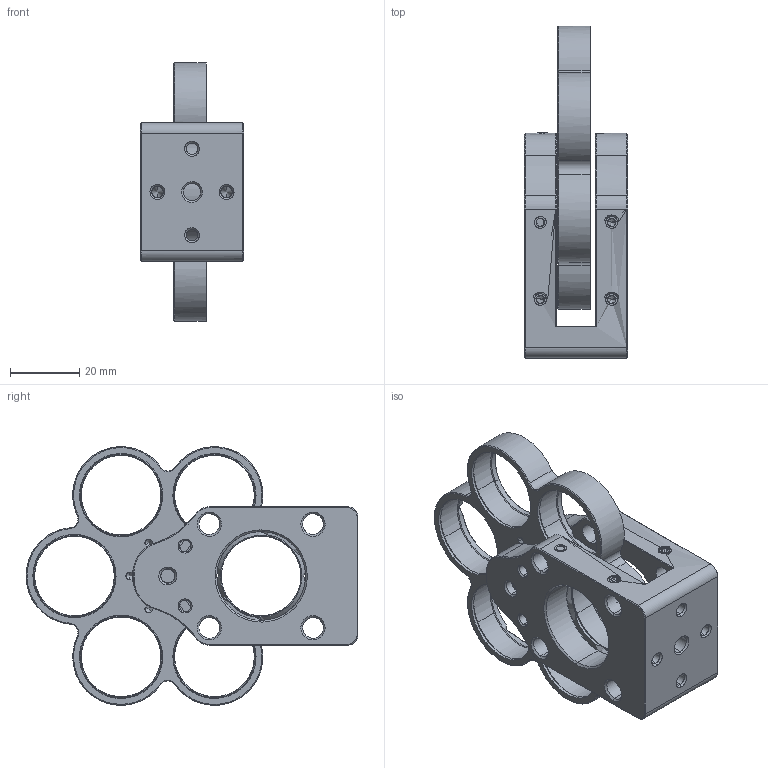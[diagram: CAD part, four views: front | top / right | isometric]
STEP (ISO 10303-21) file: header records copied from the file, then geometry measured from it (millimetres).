
FILE_DESCRIPTION (( 'STEP AP203' ), '1' );
FILE_NAME ('2.4.4.21_LZA-LP30_30mmÁýÊ½ÏµÍ³ÂË¹âÆ¬°²×°×ù£¬ÓÃÓÚÁù¸ö?1Ó¢´', '2021-10-28T07:08:53', ( '' ), ( '' ), 'SwSTEP 2.0', 'SolidWorks 2020', '' );
FILE_SCHEMA (( 'CONFIG_CONTROL_DESIGN' ));
Length unit declared in the file: millimetre
Products named in the file (1): 2.4.4.21_LZA-LP30_30mm笼式系统滤光片安装座，用于六个?1英寸滤光片，M6和M4螺孔
Bounding box: 30 x 96 x 74.76 mm (x, y, z)
Surface area: 26785.2 mm2 (no closed solid volume)
Topology: 0 solids, 25 shells, 496 faces, 1173 edges, 674 vertices
Faces by surface type: cone 253, plane 124, cylinder 117, torus 2
Entity records: 22513 total; most frequent: CARTESIAN_POINT 13707, ORIENTED_EDGE 2107, B_SPLINE_CURVE_WITH_KNOTS 1126, EDGE_CURVE 1126, DIRECTION 994, VERTEX_POINT 674, EDGE_LOOP 596, AXIS2_PLACEMENT_3D 497
